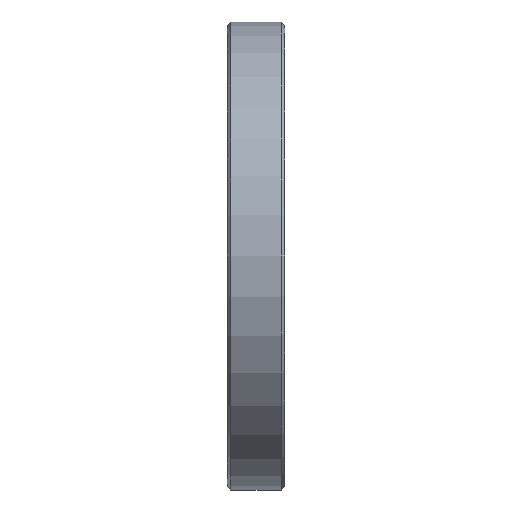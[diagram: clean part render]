
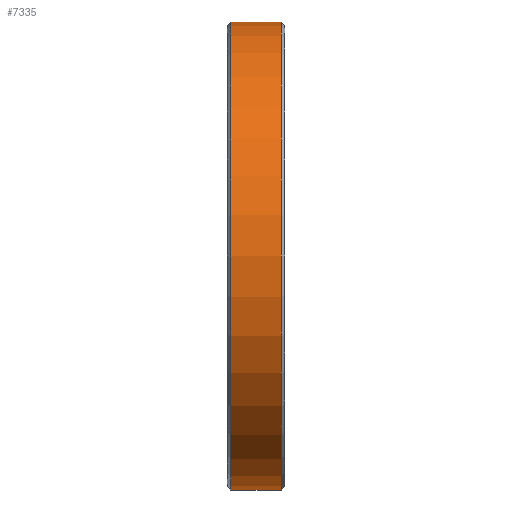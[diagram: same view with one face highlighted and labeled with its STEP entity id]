
A CAD part, left-side view. The second image highlights one B-rep face of the part: STEP entity #7335.
In plain terms, the highlighted cylindrical face has radius 32.6 mm (diameter 65.2 mm), a partial arc.
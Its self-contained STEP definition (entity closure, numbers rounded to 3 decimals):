
#233 = CARTESIAN_POINT ( 'NONE',  ( 0., 8., 32.6 ) ) ;
#825 = EDGE_CURVE ( 'NONE', #5522, #4591, #5459, .T. ) ;
#835 = CARTESIAN_POINT ( 'NONE',  ( 0., 7.5, 0. ) ) ;
#1158 = CIRCLE ( 'NONE', #2211, 32.6 ) ;
#1336 = CARTESIAN_POINT ( 'NONE',  ( 0., 0.5, -32.6 ) ) ;
#1623 = DIRECTION ( 'NONE',  ( 0., 0., -1. ) ) ;
#2211 = AXIS2_PLACEMENT_3D ( 'NONE', #835, #3701, #2327 ) ;
#2238 = ORIENTED_EDGE ( 'NONE', *, *, #9245, .T. ) ;
#2327 = DIRECTION ( 'NONE',  ( 0., 0., 1. ) ) ;
#2466 = ORIENTED_EDGE ( 'NONE', *, *, #2891, .T. ) ;
#2630 = DIRECTION ( 'NONE',  ( 0., -1., 0. ) ) ;
#2891 = EDGE_CURVE ( 'NONE', #3778, #5398, #5414, .T. ) ;
#2963 = CIRCLE ( 'NONE', #3412, 32.6 ) ;
#3272 = ORIENTED_EDGE ( 'NONE', *, *, #825, .F. ) ;
#3412 = AXIS2_PLACEMENT_3D ( 'NONE', #7433, #3842, #8891 ) ;
#3701 = DIRECTION ( 'NONE',  ( 0., -1., 0. ) ) ;
#3778 = VERTEX_POINT ( 'NONE', #6250 ) ;
#3842 = DIRECTION ( 'NONE',  ( 0., 1., 0. ) ) ;
#4436 = EDGE_LOOP ( 'NONE', ( #3272, #6302, #2466, #2238 ) ) ;
#4591 = VERTEX_POINT ( 'NONE', #6682 ) ;
#4608 = AXIS2_PLACEMENT_3D ( 'NONE', #8663, #6587, #1623 ) ;
#4967 = CARTESIAN_POINT ( 'NONE',  ( 0., 7.5, 32.6 ) ) ;
#5398 = VERTEX_POINT ( 'NONE', #1336 ) ;
#5414 = LINE ( 'NONE', #6221, #8070 ) ;
#5459 = LINE ( 'NONE', #233, #5641 ) ;
#5522 = VERTEX_POINT ( 'NONE', #4967 ) ;
#5641 = VECTOR ( 'NONE', #6074, 1000. ) ;
#6074 = DIRECTION ( 'NONE',  ( 0., -1., 0. ) ) ;
#6221 = CARTESIAN_POINT ( 'NONE',  ( 0., 8., -32.6 ) ) ;
#6250 = CARTESIAN_POINT ( 'NONE',  ( 0., 7.5, -32.6 ) ) ;
#6302 = ORIENTED_EDGE ( 'NONE', *, *, #9063, .T. ) ;
#6587 = DIRECTION ( 'NONE',  ( 0., -1., 0. ) ) ;
#6682 = CARTESIAN_POINT ( 'NONE',  ( 0., 0.5, 32.6 ) ) ;
#7335 = ADVANCED_FACE ( 'NONE', ( #7388 ), #8100, .T. ) ;
#7388 = FACE_OUTER_BOUND ( 'NONE', #4436, .T. ) ;
#7433 = CARTESIAN_POINT ( 'NONE',  ( 0., 0.5, 0. ) ) ;
#8070 = VECTOR ( 'NONE', #2630, 1000. ) ;
#8100 = CYLINDRICAL_SURFACE ( 'NONE', #4608, 32.6 ) ;
#8663 = CARTESIAN_POINT ( 'NONE',  ( 0., 8., 0. ) ) ;
#8891 = DIRECTION ( 'NONE',  ( 0., 0., 1. ) ) ;
#9063 = EDGE_CURVE ( 'NONE', #5522, #3778, #1158, .T. ) ;
#9245 = EDGE_CURVE ( 'NONE', #5398, #4591, #2963, .T. ) ;
